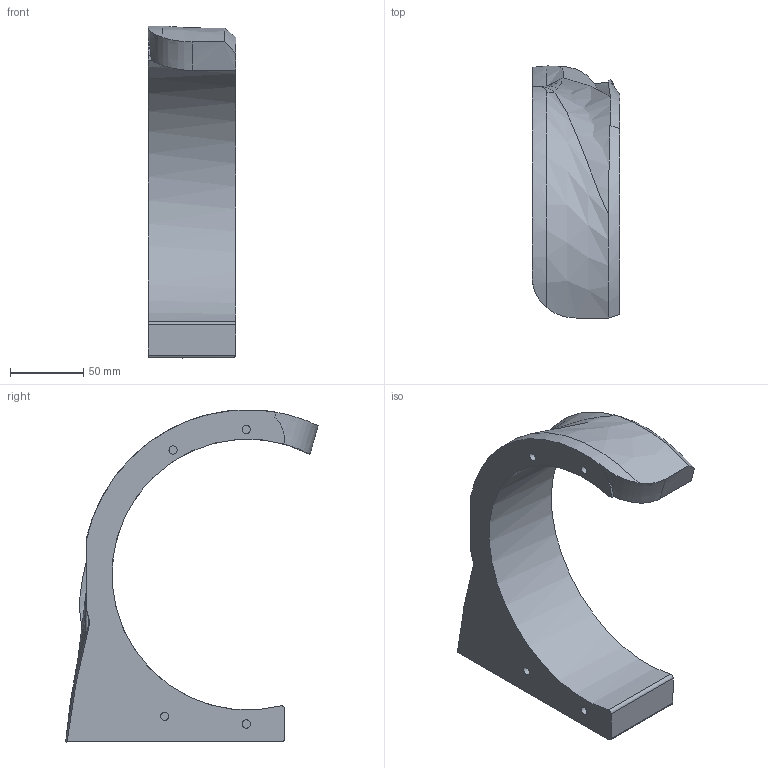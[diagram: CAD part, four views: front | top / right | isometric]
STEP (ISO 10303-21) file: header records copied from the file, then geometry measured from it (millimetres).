
FILE_DESCRIPTION(/* description */ (''),/* implementation_level */ '2;1');
FILE_NAME(/* name */ 'Wheel-Arch_print.step',/* time_stamp */ '2021-10-01T12:20:57+02:00',/* author */ (''),/* organization */ (''),/* preprocessor_version */ 'ST-DEVELOPER v18.1',/* originating_system */ 'Autodesk Translation Framework v10.10.0.1391',/* authorisation */ '');
FILE_SCHEMA (('AUTOMOTIVE_DESIGN { 1 0 10303 214 3 1 1 }'));
Length unit declared in the file: millimetre
Products named in the file (1): Wheel-Arch_print
Bounding box: 60 x 172.41 x 226.6 mm (x, y, z)
Volume: 600227.7 mm3; surface area: 72691.9 mm2
Topology: 1 solids, 1 shells, 35 faces, 92 edges, 60 vertices
Faces by surface type: bspline 15, plane 11, cylinder 8, torus 1
Full cylindrical faces by diameter (mm): 5.6 x4
Entity records: 1862 total; most frequent: CARTESIAN_POINT 1092, ORIENTED_EDGE 178, DIRECTION 102, EDGE_CURVE 89, VERTEX_POINT 60, B_SPLINE_CURVE_WITH_KNOTS 50, AXIS2_PLACEMENT_3D 42, EDGE_LOOP 39
